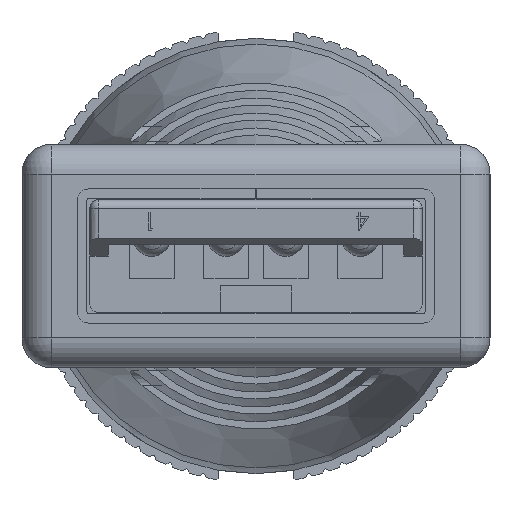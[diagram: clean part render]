
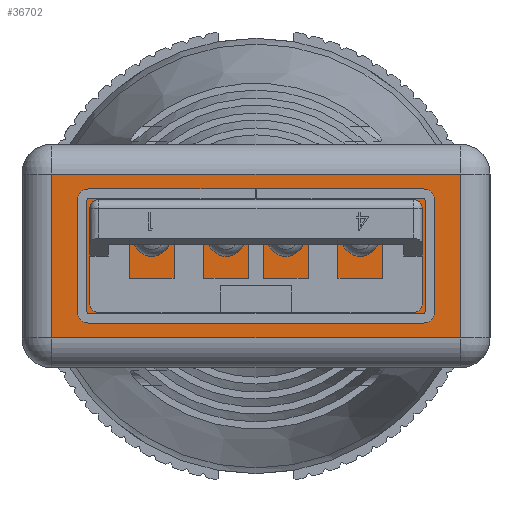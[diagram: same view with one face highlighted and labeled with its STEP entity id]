
A CAD part, front view. The second image highlights one B-rep face of the part: STEP entity #36702.
In plain terms, the highlighted face is planar.
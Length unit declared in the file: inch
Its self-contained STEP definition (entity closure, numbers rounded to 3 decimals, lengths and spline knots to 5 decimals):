
#3533 = CARTESIAN_POINT ( 'NONE',  ( 0.26969, -0.10827, 0. ) ) ;
#4182 = FACE_OUTER_BOUND ( 'NONE', #23833, .T. ) ;
#4954 = EDGE_CURVE ( 'NONE', #23332, #36014, #8473, .T. ) ;
#5146 = PLANE ( 'NONE',  #19484 ) ;
#5313 = ORIENTED_EDGE ( 'NONE', *, *, #13958, .T. ) ;
#5358 = ORIENTED_EDGE ( 'NONE', *, *, #4954, .T. ) ;
#5392 = DIRECTION ( 'NONE',  ( 0., 0., 1. ) ) ;
#5555 = LINE ( 'NONE', #18951, #9058 ) ;
#6855 = LINE ( 'NONE', #23715, #19271 ) ;
#8166 = ORIENTED_EDGE ( 'NONE', *, *, #32430, .T. ) ;
#8473 = LINE ( 'NONE', #16203, #9364 ) ;
#9058 = VECTOR ( 'NONE', #27541, 39.37008 ) ;
#9364 = VECTOR ( 'NONE', #36151, 39.37008 ) ;
#10835 = ORIENTED_EDGE ( 'NONE', *, *, #27246, .T. ) ;
#11333 = CARTESIAN_POINT ( 'NONE',  ( -0.26969, 0.10827, 0. ) ) ;
#13254 = DIRECTION ( 'NONE',  ( 1., 0., 0. ) ) ;
#13958 = EDGE_CURVE ( 'NONE', #22315, #34408, #6855, .T. ) ;
#16203 = CARTESIAN_POINT ( 'NONE',  ( 0.26969, 0.14764, 0. ) ) ;
#18389 = CARTESIAN_POINT ( 'NONE',  ( -0.26969, -0.10827, 0. ) ) ;
#18951 = CARTESIAN_POINT ( 'NONE',  ( -0.30906, -0.10827, 0. ) ) ;
#19271 = VECTOR ( 'NONE', #29562, 39.37008 ) ;
#19484 = AXIS2_PLACEMENT_3D ( 'NONE', #24754, #5392, #33749 ) ;
#22315 = VERTEX_POINT ( 'NONE', #18389 ) ;
#23332 = VERTEX_POINT ( 'NONE', #25923 ) ;
#23715 = CARTESIAN_POINT ( 'NONE',  ( -0.26969, 0.14764, 0. ) ) ;
#23833 = EDGE_LOOP ( 'NONE', ( #10835, #5358, #8166, #5313 ) ) ;
#24754 = CARTESIAN_POINT ( 'NONE',  ( -0.30906, 0.14764, 0. ) ) ;
#25923 = CARTESIAN_POINT ( 'NONE',  ( 0.26969, 0.10827, 0. ) ) ;
#26160 = VECTOR ( 'NONE', #13254, 39.37008 ) ;
#27246 = EDGE_CURVE ( 'NONE', #34408, #23332, #29732, .T. ) ;
#27453 = CARTESIAN_POINT ( 'NONE',  ( 0.30906, 0.10827, 0. ) ) ;
#27541 = DIRECTION ( 'NONE',  ( -1., 0., 0. ) ) ;
#29562 = DIRECTION ( 'NONE',  ( 0., 1., 0. ) ) ;
#29732 = LINE ( 'NONE', #27453, #26160 ) ;
#32430 = EDGE_CURVE ( 'NONE', #36014, #22315, #5555, .T. ) ;
#33749 = DIRECTION ( 'NONE',  ( 1., 0., 0. ) ) ;
#34408 = VERTEX_POINT ( 'NONE', #11333 ) ;
#36014 = VERTEX_POINT ( 'NONE', #3533 ) ;
#36151 = DIRECTION ( 'NONE',  ( 0., -1., 0. ) ) ;
#36702 = ADVANCED_FACE ( 'NONE', ( #4182 ), #5146, .F. ) ;
